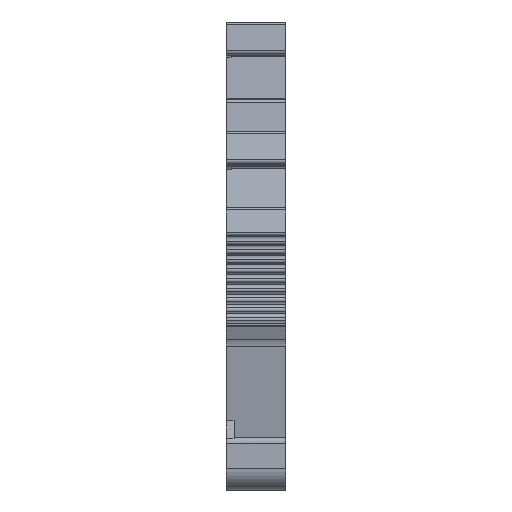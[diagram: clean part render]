
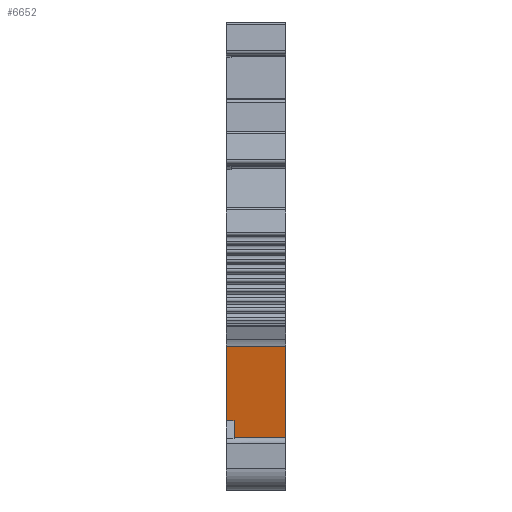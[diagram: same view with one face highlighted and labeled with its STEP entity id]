
A CAD part, left-side view. The second image highlights one B-rep face of the part: STEP entity #6652.
In plain terms, the highlighted planar face has unit normal (-0.986, 0, -0.168).
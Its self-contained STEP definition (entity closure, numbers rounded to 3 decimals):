
#1526=ORIENTED_EDGE('',*,*,#3317,.T.);
#1527=ORIENTED_EDGE('',*,*,#3318,.F.);
#1528=ORIENTED_EDGE('',*,*,#3319,.T.);
#1529=ORIENTED_EDGE('',*,*,#3315,.T.);
#1530=ORIENTED_EDGE('',*,*,#2869,.T.);
#1531=ORIENTED_EDGE('',*,*,#3320,.F.);
#2869=EDGE_CURVE('',#3898,#3897,#4484,.T.);
#3315=EDGE_CURVE('',#4213,#3898,#4749,.T.);
#3317=EDGE_CURVE('',#4214,#4215,#4750,.T.);
#3318=EDGE_CURVE('',#4216,#4215,#4751,.T.);
#3319=EDGE_CURVE('',#4216,#4213,#4752,.T.);
#3320=EDGE_CURVE('',#4214,#3897,#4753,.T.);
#3897=VERTEX_POINT('',#10075);
#3898=VERTEX_POINT('',#10077);
#4213=VERTEX_POINT('',#11495);
#4214=VERTEX_POINT('',#11499);
#4215=VERTEX_POINT('',#11500);
#4216=VERTEX_POINT('',#11502);
#4484=LINE('',#10076,#5119);
#4749=LINE('',#11494,#5384);
#4750=LINE('',#11498,#5385);
#4751=LINE('',#11501,#5386);
#4752=LINE('',#11503,#5387);
#4753=LINE('',#11504,#5388);
#5119=VECTOR('',#7941,1000.);
#5384=VECTOR('',#8706,1000.);
#5385=VECTOR('',#8711,1000.);
#5386=VECTOR('',#8712,1000.);
#5387=VECTOR('',#8713,1000.);
#5388=VECTOR('',#8714,1000.);
#5764=EDGE_LOOP('',(#1526,#1527,#1528,#1529,#1530,#1531));
#6120=FACE_BOUND('',#5764,.T.);
#6418=PLANE('',#7254);
#6652=ADVANCED_FACE('',(#6120),#6418,.F.);
#7254=AXIS2_PLACEMENT_3D('',#11497,#8709,#8710);
#7941=DIRECTION('',(-0.168,0.,0.986));
#8706=DIRECTION('',(0.,-1.,0.));
#8709=DIRECTION('',(0.986,0.,0.168));
#8710=DIRECTION('',(0.168,0.,-0.986));
#8711=DIRECTION('',(0.168,0.,-0.986));
#8712=DIRECTION('',(0.,1.,0.));
#8713=DIRECTION('',(0.168,0.,-0.986));
#8714=DIRECTION('',(0.,-1.,0.));
#10075=CARTESIAN_POINT('',(-39.135,-3.,-14.457));
#10076=CARTESIAN_POINT('',(-39.135,-3.,-14.457));
#10077=CARTESIAN_POINT('',(-37.144,-3.,-26.144));
#11494=CARTESIAN_POINT('',(-37.144,96.945,-26.144));
#11495=CARTESIAN_POINT('',(-37.144,2.2,-26.144));
#11497=CARTESIAN_POINT('',(-39.135,96.945,-14.457));
#11498=CARTESIAN_POINT('',(-40.396,3.,-7.053));
#11499=CARTESIAN_POINT('',(-39.135,3.,-14.457));
#11500=CARTESIAN_POINT('',(-37.86,3.,-21.943));
#11501=CARTESIAN_POINT('',(-37.86,2.2,-21.943));
#11502=CARTESIAN_POINT('',(-37.86,2.2,-21.943));
#11503=CARTESIAN_POINT('',(-37.144,2.2,-26.144));
#11504=CARTESIAN_POINT('',(-39.135,96.945,-14.457));
